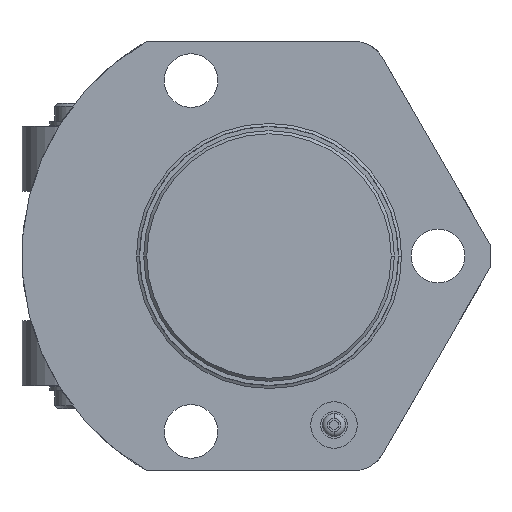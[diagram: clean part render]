
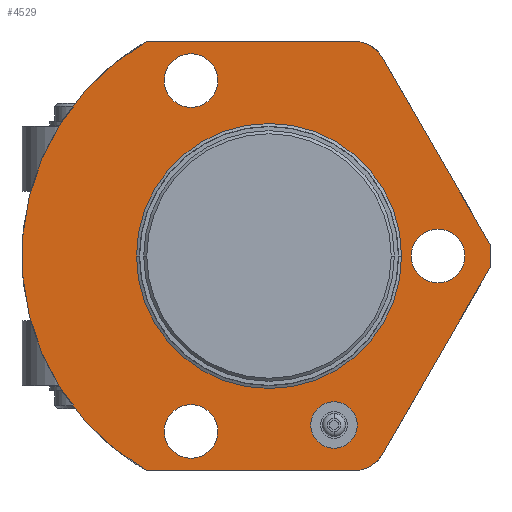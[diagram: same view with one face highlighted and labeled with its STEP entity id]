
A CAD part, front view. The second image highlights one B-rep face of the part: STEP entity #4529.
In plain terms, the highlighted planar face has unit normal (0, -1, 0).
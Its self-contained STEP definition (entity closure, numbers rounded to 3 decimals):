
#395=CARTESIAN_POINT('',(0.,0.,0.));
#396=DIRECTION('',(0.,-1.,0.));
#397=DIRECTION('',(-0.496,0.,0.868));
#398=AXIS2_PLACEMENT_3D('',#395,#396,#397);
#594=CARTESIAN_POINT('',(0.,0.,0.));
#595=DIRECTION('',(0.,1.,0.));
#596=DIRECTION('',(1.,0.,0.));
#597=AXIS2_PLACEMENT_3D('',#594,#595,#596);
#599=CARTESIAN_POINT('',(0.,0.,0.));
#600=DIRECTION('',(0.,1.,0.));
#601=DIRECTION('',(-1.,0.,0.));
#602=AXIS2_PLACEMENT_3D('',#599,#600,#601);
#604=CARTESIAN_POINT('',(41.275,0.,0.));
#605=DIRECTION('',(0.,-1.,0.));
#606=DIRECTION('',(1.,0.,0.));
#607=AXIS2_PLACEMENT_3D('',#604,#605,#606);
#609=CARTESIAN_POINT('',(41.275,0.,0.));
#610=DIRECTION('',(0.,-1.,0.));
#611=DIRECTION('',(-1.,0.,0.));
#612=AXIS2_PLACEMENT_3D('',#609,#610,#611);
#614=CARTESIAN_POINT('',(-19.05,0.,42.85));
#615=DIRECTION('',(0.,-1.,0.));
#616=DIRECTION('',(1.,0.,0.));
#617=AXIS2_PLACEMENT_3D('',#614,#615,#616);
#619=CARTESIAN_POINT('',(-19.05,0.,42.85));
#620=DIRECTION('',(0.,-1.,0.));
#621=DIRECTION('',(-1.,0.,0.));
#622=AXIS2_PLACEMENT_3D('',#619,#620,#621);
#624=CARTESIAN_POINT('',(-19.05,0.,-42.85));
#625=DIRECTION('',(0.,-1.,0.));
#626=DIRECTION('',(1.,0.,0.));
#627=AXIS2_PLACEMENT_3D('',#624,#625,#626);
#629=CARTESIAN_POINT('',(-19.05,0.,-42.85));
#630=DIRECTION('',(0.,-1.,0.));
#631=DIRECTION('',(-1.,0.,0.));
#632=AXIS2_PLACEMENT_3D('',#629,#630,#631);
#634=CARTESIAN_POINT('',(15.875,0.,-41.275));
#635=DIRECTION('',(0.,-1.,0.));
#636=DIRECTION('',(-1.,0.,0.));
#637=AXIS2_PLACEMENT_3D('',#634,#635,#636);
#639=CARTESIAN_POINT('',(15.875,0.,-41.275));
#640=DIRECTION('',(0.,-1.,0.));
#641=DIRECTION('',(1.,0.,0.));
#642=AXIS2_PLACEMENT_3D('',#639,#640,#641);
#644=DIRECTION('',(-0.5,0.,0.866));
#645=VECTOR('',#644,52.604);
#646=CARTESIAN_POINT('',(53.975,0.,2.894));
#647=LINE('',#646,#645);
#648=DIRECTION('',(0.,0.,1.));
#649=VECTOR('',#648,5.788);
#650=CARTESIAN_POINT('',(53.975,0.,-2.894));
#651=LINE('',#650,#649);
#652=DIRECTION('',(0.5,0.,0.866));
#653=VECTOR('',#652,52.604);
#654=CARTESIAN_POINT('',(27.673,0.,-48.451));
#655=LINE('',#654,#653);
#656=DIRECTION('',(1.,0.,0.));
#657=VECTOR('',#656,50.765);
#658=CARTESIAN_POINT('',(-29.911,0.,-52.388));
#659=LINE('',#658,#657);
#660=DIRECTION('',(1.,0.,0.));
#661=VECTOR('',#660,50.765);
#662=CARTESIAN_POINT('',(-29.911,0.,52.388));
#663=LINE('',#662,#661);
#1108=CARTESIAN_POINT('',(20.854,0.,-44.514));
#1109=DIRECTION('',(0.,-1.,0.));
#1110=DIRECTION('',(0.,0.,-1.));
#1111=AXIS2_PLACEMENT_3D('',#1108,#1109,#1110);
#1307=CARTESIAN_POINT('',(20.854,0.,44.514));
#1308=DIRECTION('',(0.,-1.,0.));
#1309=DIRECTION('',(0.866,0.,0.5));
#1310=AXIS2_PLACEMENT_3D('',#1307,#1308,#1309);
#3177=CARTESIAN_POINT('',(-29.911,0.,52.388));
#3178=CARTESIAN_POINT('',(-29.911,0.,-52.388));
#3179=VERTEX_POINT('',#3177);
#3180=VERTEX_POINT('',#3178);
#3181=CARTESIAN_POINT('',(53.975,0.,-2.894));
#3182=CARTESIAN_POINT('',(53.975,0.,2.894));
#3183=VERTEX_POINT('',#3181);
#3184=VERTEX_POINT('',#3182);
#3185=CARTESIAN_POINT('',(47.816,0.,0.));
#3186=CARTESIAN_POINT('',(34.735,0.,0.));
#3187=VERTEX_POINT('',#3185);
#3188=VERTEX_POINT('',#3186);
#3197=CARTESIAN_POINT('',(-12.51,0.,-42.85));
#3198=CARTESIAN_POINT('',(-25.591,0.,-42.85));
#3199=VERTEX_POINT('',#3197);
#3200=VERTEX_POINT('',#3198);
#3205=CARTESIAN_POINT('',(-12.51,0.,42.85));
#3206=CARTESIAN_POINT('',(-25.591,0.,42.85));
#3207=VERTEX_POINT('',#3205);
#3208=VERTEX_POINT('',#3206);
#3263=CARTESIAN_POINT('',(10.204,0.,-41.275));
#3264=CARTESIAN_POINT('',(21.546,0.,-41.275));
#3265=VERTEX_POINT('',#3263);
#3266=VERTEX_POINT('',#3264);
#3267=CARTESIAN_POINT('',(27.673,0.,48.451));
#3268=CARTESIAN_POINT('',(20.854,0.,52.388));
#3269=VERTEX_POINT('',#3267);
#3270=VERTEX_POINT('',#3268);
#3271=CARTESIAN_POINT('',(20.854,0.,-52.388));
#3272=CARTESIAN_POINT('',(27.673,0.,-48.451));
#3273=VERTEX_POINT('',#3271);
#3274=VERTEX_POINT('',#3272);
#3279=CARTESIAN_POINT('',(30.607,0.,0.));
#3280=CARTESIAN_POINT('',(-30.607,0.,0.));
#3281=VERTEX_POINT('',#3279);
#3282=VERTEX_POINT('',#3280);
#4479=CARTESIAN_POINT('',(0.,0.,0.));
#4480=DIRECTION('',(0.,-1.,0.));
#4481=DIRECTION('',(1.,0.,0.));
#4482=AXIS2_PLACEMENT_3D('',#4479,#4480,#4481);
#4483=PLANE('',#4482);
#4485=ORIENTED_EDGE('',*,*,#4484,.F.);
#4487=ORIENTED_EDGE('',*,*,#4486,.F.);
#4489=ORIENTED_EDGE('',*,*,#4488,.F.);
#4491=ORIENTED_EDGE('',*,*,#4490,.F.);
#4493=ORIENTED_EDGE('',*,*,#4492,.F.);
#4495=ORIENTED_EDGE('',*,*,#4494,.F.);
#4496=ORIENTED_EDGE('',*,*,#4283,.F.);
#4498=ORIENTED_EDGE('',*,*,#4497,.T.);
#4499=EDGE_LOOP('',(#4485,#4487,#4489,#4491,#4493,#4495,#4496,#4498));
#4500=FACE_OUTER_BOUND('',#4499,.F.);
#4502=ORIENTED_EDGE('',*,*,#4501,.F.);
#4504=ORIENTED_EDGE('',*,*,#4503,.F.);
#4505=EDGE_LOOP('',(#4502,#4504));
#4506=FACE_BOUND('',#4505,.F.);
#4508=ORIENTED_EDGE('',*,*,#4507,.T.);
#4510=ORIENTED_EDGE('',*,*,#4509,.T.);
#4511=EDGE_LOOP('',(#4508,#4510));
#4512=FACE_BOUND('',#4511,.F.);
#4513=ORIENTED_EDGE('',*,*,#4461,.T.);
#4514=ORIENTED_EDGE('',*,*,#4472,.T.);
#4515=EDGE_LOOP('',(#4513,#4514));
#4516=FACE_BOUND('',#4515,.F.);
#4518=ORIENTED_EDGE('',*,*,#4517,.T.);
#4520=ORIENTED_EDGE('',*,*,#4519,.T.);
#4521=EDGE_LOOP('',(#4518,#4520));
#4522=FACE_BOUND('',#4521,.F.);
#4524=ORIENTED_EDGE('',*,*,#4523,.T.);
#4526=ORIENTED_EDGE('',*,*,#4525,.T.);
#4527=EDGE_LOOP('',(#4524,#4526));
#4528=FACE_BOUND('',#4527,.F.);
#4529=ADVANCED_FACE('',(#4500,#4506,#4512,#4516,#4522,#4528),#4483,.T.);
#399=CIRCLE('',#398,60.325);
#598=CIRCLE('',#597,30.607);
#603=CIRCLE('',#602,30.607);
#608=CIRCLE('',#607,6.541);
#613=CIRCLE('',#612,6.541);
#618=CIRCLE('',#617,6.541);
#623=CIRCLE('',#622,6.541);
#628=CIRCLE('',#627,6.541);
#633=CIRCLE('',#632,6.541);
#638=CIRCLE('',#637,5.671);
#643=CIRCLE('',#642,5.671);
#1112=CIRCLE('',#1111,7.874);
#1311=CIRCLE('',#1310,7.874);
#4283=EDGE_CURVE('',#3179,#3180,#399,.T.);
#4461=EDGE_CURVE('',#3207,#3208,#618,.T.);
#4472=EDGE_CURVE('',#3208,#3207,#623,.T.);
#4484=EDGE_CURVE('',#3269,#3270,#1311,.T.);
#4486=EDGE_CURVE('',#3184,#3269,#647,.T.);
#4488=EDGE_CURVE('',#3183,#3184,#651,.T.);
#4490=EDGE_CURVE('',#3274,#3183,#655,.T.);
#4492=EDGE_CURVE('',#3273,#3274,#1112,.T.);
#4494=EDGE_CURVE('',#3180,#3273,#659,.T.);
#4497=EDGE_CURVE('',#3179,#3270,#663,.T.);
#4501=EDGE_CURVE('',#3281,#3282,#598,.T.);
#4503=EDGE_CURVE('',#3282,#3281,#603,.T.);
#4507=EDGE_CURVE('',#3187,#3188,#608,.T.);
#4509=EDGE_CURVE('',#3188,#3187,#613,.T.);
#4517=EDGE_CURVE('',#3199,#3200,#628,.T.);
#4519=EDGE_CURVE('',#3200,#3199,#633,.T.);
#4523=EDGE_CURVE('',#3265,#3266,#638,.T.);
#4525=EDGE_CURVE('',#3266,#3265,#643,.T.);
